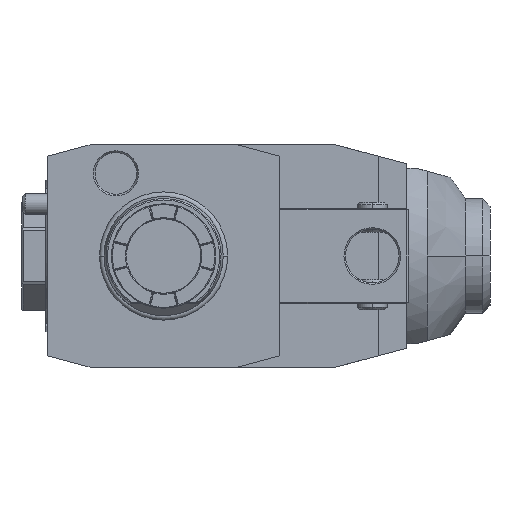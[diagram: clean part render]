
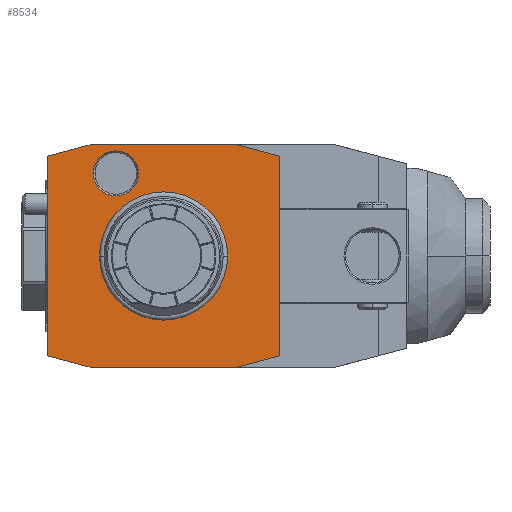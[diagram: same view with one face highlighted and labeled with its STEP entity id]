
A CAD part, front view. The second image highlights one B-rep face of the part: STEP entity #8534.
In plain terms, the highlighted planar face has unit normal (0, -1, 0).
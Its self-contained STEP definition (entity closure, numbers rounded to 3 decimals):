
#1=DIRECTION('',(-1.,0.,0.));
#2=VECTOR('',#1,48.);
#3=CARTESIAN_POINT('',(24.,0.,37.5));
#4=LINE('',#3,#2);
#5=DIRECTION('',(-0.966,0.,0.259));
#6=VECTOR('',#5,15.529);
#7=CARTESIAN_POINT('',(39.,0.,33.481));
#8=LINE('',#7,#6);
#9=DIRECTION('',(0.,0.,1.));
#10=VECTOR('',#9,66.962);
#11=CARTESIAN_POINT('',(39.,0.,-33.481));
#12=LINE('',#11,#10);
#13=DIRECTION('',(0.966,0.,0.259));
#14=VECTOR('',#13,15.529);
#15=CARTESIAN_POINT('',(24.,0.,-37.5));
#16=LINE('',#15,#14);
#17=DIRECTION('',(1.,0.,0.));
#18=VECTOR('',#17,48.);
#19=CARTESIAN_POINT('',(-24.,0.,-37.5));
#20=LINE('',#19,#18);
#21=DIRECTION('',(0.966,0.,-0.259));
#22=VECTOR('',#21,15.529);
#23=CARTESIAN_POINT('',(-39.,0.,-33.481));
#24=LINE('',#23,#22);
#25=DIRECTION('',(0.,0.,-1.));
#26=VECTOR('',#25,66.962);
#27=CARTESIAN_POINT('',(-39.,0.,33.481));
#28=LINE('',#27,#26);
#29=DIRECTION('',(-0.966,0.,-0.259));
#30=VECTOR('',#29,15.529);
#31=CARTESIAN_POINT('',(-24.,0.,37.5));
#32=LINE('',#31,#30);
#33=CARTESIAN_POINT('',(-16.,0.,27.713));
#34=DIRECTION('',(0.,1.,0.));
#35=DIRECTION('',(1.,0.,0.));
#36=AXIS2_PLACEMENT_3D('',#33,#34,#35);
#38=CARTESIAN_POINT('',(-16.,0.,27.713));
#39=DIRECTION('',(0.,1.,0.));
#40=DIRECTION('',(-1.,0.,0.));
#41=AXIS2_PLACEMENT_3D('',#38,#39,#40);
#5271=CARTESIAN_POINT('',(0.,0.,0.));
#5272=DIRECTION('',(0.,-1.,0.));
#5273=DIRECTION('',(1.,0.,0.));
#5274=AXIS2_PLACEMENT_3D('',#5271,#5272,#5273);
#5276=CARTESIAN_POINT('',(0.,0.,0.));
#5277=DIRECTION('',(0.,-1.,0.));
#5278=DIRECTION('',(-1.,0.,0.));
#5279=AXIS2_PLACEMENT_3D('',#5276,#5277,#5278);
#7570=CARTESIAN_POINT('',(-8.423,0.,27.713));
#7571=CARTESIAN_POINT('',(-23.577,0.,27.713));
#7572=VERTEX_POINT('',#7570);
#7573=VERTEX_POINT('',#7571);
#8313=CARTESIAN_POINT('',(24.,0.,37.5));
#8314=CARTESIAN_POINT('',(-24.,0.,37.5));
#8315=VERTEX_POINT('',#8313);
#8316=VERTEX_POINT('',#8314);
#8317=CARTESIAN_POINT('',(-39.,0.,33.481));
#8318=VERTEX_POINT('',#8317);
#8319=CARTESIAN_POINT('',(-39.,0.,-33.481));
#8320=VERTEX_POINT('',#8319);
#8321=CARTESIAN_POINT('',(-24.,0.,-37.5));
#8322=VERTEX_POINT('',#8321);
#8323=CARTESIAN_POINT('',(24.,0.,-37.5));
#8324=VERTEX_POINT('',#8323);
#8325=CARTESIAN_POINT('',(39.,0.,-33.481));
#8326=VERTEX_POINT('',#8325);
#8327=CARTESIAN_POINT('',(39.,0.,33.481));
#8328=VERTEX_POINT('',#8327);
#8393=CARTESIAN_POINT('',(21.137,0.,0.));
#8394=CARTESIAN_POINT('',(-21.137,0.,0.));
#8395=VERTEX_POINT('',#8393);
#8396=VERTEX_POINT('',#8394);
#8499=CARTESIAN_POINT('',(0.,0.,0.));
#8500=DIRECTION('',(0.,-1.,0.));
#8501=DIRECTION('',(-1.,0.,0.));
#8502=AXIS2_PLACEMENT_3D('',#8499,#8500,#8501);
#8503=PLANE('',#8502);
#8505=ORIENTED_EDGE('',*,*,#8504,.F.);
#8507=ORIENTED_EDGE('',*,*,#8506,.F.);
#8509=ORIENTED_EDGE('',*,*,#8508,.F.);
#8511=ORIENTED_EDGE('',*,*,#8510,.F.);
#8513=ORIENTED_EDGE('',*,*,#8512,.F.);
#8515=ORIENTED_EDGE('',*,*,#8514,.F.);
#8517=ORIENTED_EDGE('',*,*,#8516,.F.);
#8519=ORIENTED_EDGE('',*,*,#8518,.F.);
#8520=EDGE_LOOP('',(#8505,#8507,#8509,#8511,#8513,#8515,#8517,#8519));
#8521=FACE_OUTER_BOUND('',#8520,.F.);
#8523=ORIENTED_EDGE('',*,*,#8522,.T.);
#8525=ORIENTED_EDGE('',*,*,#8524,.T.);
#8526=EDGE_LOOP('',(#8523,#8525));
#8527=FACE_BOUND('',#8526,.F.);
#8529=ORIENTED_EDGE('',*,*,#8528,.F.);
#8531=ORIENTED_EDGE('',*,*,#8530,.F.);
#8532=EDGE_LOOP('',(#8529,#8531));
#8533=FACE_BOUND('',#8532,.F.);
#37=CIRCLE('',#36,7.577);
#42=CIRCLE('',#41,7.577);
#5275=CIRCLE('',#5274,21.137);
#5280=CIRCLE('',#5279,21.137);
#8504=EDGE_CURVE('',#8315,#8316,#4,.T.);
#8506=EDGE_CURVE('',#8328,#8315,#8,.T.);
#8508=EDGE_CURVE('',#8326,#8328,#12,.T.);
#8510=EDGE_CURVE('',#8324,#8326,#16,.T.);
#8512=EDGE_CURVE('',#8322,#8324,#20,.T.);
#8514=EDGE_CURVE('',#8320,#8322,#24,.T.);
#8516=EDGE_CURVE('',#8318,#8320,#28,.T.);
#8518=EDGE_CURVE('',#8316,#8318,#32,.T.);
#8522=EDGE_CURVE('',#8395,#8396,#5275,.T.);
#8524=EDGE_CURVE('',#8396,#8395,#5280,.T.);
#8528=EDGE_CURVE('',#7572,#7573,#37,.T.);
#8530=EDGE_CURVE('',#7573,#7572,#42,.T.);
#8534=ADVANCED_FACE('',(#8521,#8527,#8533),#8503,.T.);
